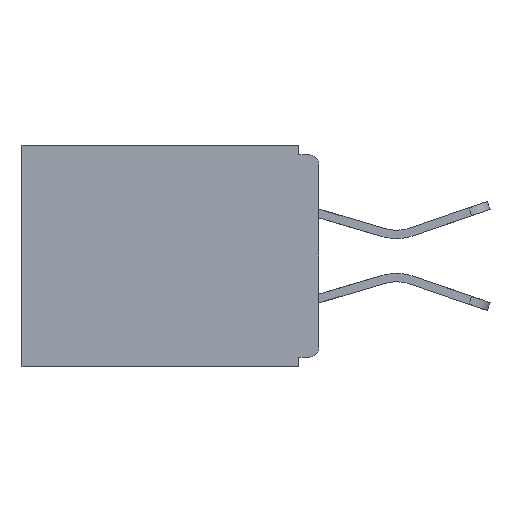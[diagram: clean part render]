
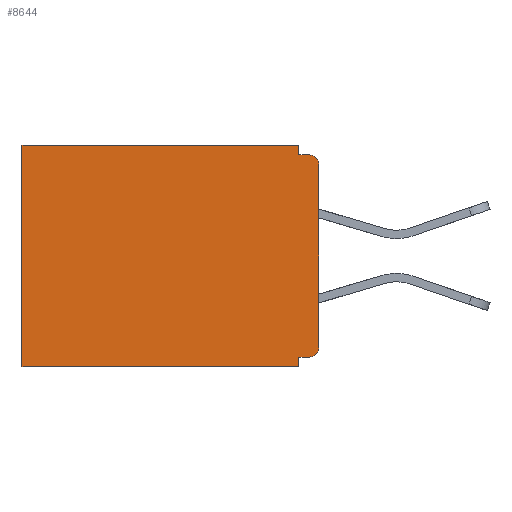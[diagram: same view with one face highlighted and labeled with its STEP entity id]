
A CAD part, left-side view. The second image highlights one B-rep face of the part: STEP entity #8644.
In plain terms, the highlighted planar face has unit normal (-1, 0, 0).
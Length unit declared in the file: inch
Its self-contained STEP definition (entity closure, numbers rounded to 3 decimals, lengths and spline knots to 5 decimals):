
#12 = LINE ( 'NONE', #9465, #4060 ) ;
#38 = CARTESIAN_POINT ( 'NONE',  ( 0.298, 0.015, -0.03 ) ) ;
#120 = DIRECTION ( 'NONE',  ( 0., 0., -1. ) ) ;
#313 = CARTESIAN_POINT ( 'NONE',  ( 0.298, 0.46, -0.343 ) ) ;
#387 = VERTEX_POINT ( 'NONE', #2704 ) ;
#391 = EDGE_LOOP ( 'NONE', ( #4117, #5644, #7026, #10433, #10856, #5303, #8086, #6917, #5263, #5871 ) ) ;
#810 = PLANE ( 'NONE',  #4655 ) ;
#817 = LINE ( 'NONE', #7225, #5560 ) ;
#891 = CIRCLE ( 'NONE', #10648, 0.015 ) ;
#939 = EDGE_CURVE ( 'NONE', #9958, #5151, #3280, .T. ) ;
#1295 = EDGE_CURVE ( 'NONE', #2143, #9858, #12, .T. ) ;
#1360 = VECTOR ( 'NONE', #7706, 39.37008 ) ;
#2143 = VERTEX_POINT ( 'NONE', #6498 ) ;
#2209 = DIRECTION ( 'NONE',  ( 0., 1., 0. ) ) ;
#2470 = CARTESIAN_POINT ( 'NONE',  ( 0.298, 0.031, -0.015 ) ) ;
#2704 = CARTESIAN_POINT ( 'NONE',  ( 0.298, 0.031, -0.328 ) ) ;
#2897 = CARTESIAN_POINT ( 'NONE',  ( 0.298, 0.031, -0.343 ) ) ;
#3045 = CARTESIAN_POINT ( 'NONE',  ( 0.298, 0.031, -0.343 ) ) ;
#3280 = LINE ( 'NONE', #7334, #7617 ) ;
#3373 = EDGE_CURVE ( 'NONE', #2143, #7304, #11061, .T. ) ;
#3471 = CARTESIAN_POINT ( 'NONE',  ( 0.298, 0.015, -0.313 ) ) ;
#3485 = VECTOR ( 'NONE', #8165, 39.37008 ) ;
#3677 = EDGE_CURVE ( 'NONE', #10982, #5151, #891, .T. ) ;
#3779 = DIRECTION ( 'NONE',  ( 0., 1., 0. ) ) ;
#3805 = VERTEX_POINT ( 'NONE', #313 ) ;
#3993 = LINE ( 'NONE', #5843, #4554 ) ;
#4060 = VECTOR ( 'NONE', #4266, 39.37008 ) ;
#4117 = ORIENTED_EDGE ( 'NONE', *, *, #7769, .T. ) ;
#4266 = DIRECTION ( 'NONE',  ( 0., 1., 0. ) ) ;
#4280 = LINE ( 'NONE', #10920, #10790 ) ;
#4292 = CARTESIAN_POINT ( 'NONE',  ( 0.298, 0.46, 0. ) ) ;
#4554 = VECTOR ( 'NONE', #5077, 39.37008 ) ;
#4655 = AXIS2_PLACEMENT_3D ( 'NONE', #10285, #7829, #8546 ) ;
#5033 = CARTESIAN_POINT ( 'NONE',  ( 0.298, 0.015, -0.015 ) ) ;
#5077 = DIRECTION ( 'NONE',  ( 0., -1., 0. ) ) ;
#5151 = VERTEX_POINT ( 'NONE', #8281 ) ;
#5169 = LINE ( 'NONE', #8693, #1360 ) ;
#5263 = ORIENTED_EDGE ( 'NONE', *, *, #3677, .T. ) ;
#5303 = ORIENTED_EDGE ( 'NONE', *, *, #9114, .F. ) ;
#5457 = EDGE_CURVE ( 'NONE', #9858, #3805, #8943, .T. ) ;
#5560 = VECTOR ( 'NONE', #3779, 39.37008 ) ;
#5644 = ORIENTED_EDGE ( 'NONE', *, *, #9298, .F. ) ;
#5843 = CARTESIAN_POINT ( 'NONE',  ( 0.298, 0., -0.015 ) ) ;
#5871 = ORIENTED_EDGE ( 'NONE', *, *, #939, .F. ) ;
#6107 = EDGE_CURVE ( 'NONE', #387, #8287, #5169, .T. ) ;
#6139 = DIRECTION ( 'NONE',  ( -1., 0., 0. ) ) ;
#6285 = EDGE_CURVE ( 'NONE', #10982, #387, #817, .T. ) ;
#6389 = AXIS2_PLACEMENT_3D ( 'NONE', #38, #10527, #7777 ) ;
#6498 = CARTESIAN_POINT ( 'NONE',  ( 0.298, 0.031, 0. ) ) ;
#6630 = VECTOR ( 'NONE', #9897, 39.37008 ) ;
#6879 = FACE_OUTER_BOUND ( 'NONE', #391, .T. ) ;
#6917 = ORIENTED_EDGE ( 'NONE', *, *, #6285, .F. ) ;
#7026 = ORIENTED_EDGE ( 'NONE', *, *, #3373, .F. ) ;
#7225 = CARTESIAN_POINT ( 'NONE',  ( 0.298, 0., -0.328 ) ) ;
#7241 = CARTESIAN_POINT ( 'NONE',  ( 0.298, 0.46, 0. ) ) ;
#7304 = VERTEX_POINT ( 'NONE', #2470 ) ;
#7334 = CARTESIAN_POINT ( 'NONE',  ( 0.298, 0., 0. ) ) ;
#7439 = VERTEX_POINT ( 'NONE', #5033 ) ;
#7617 = VECTOR ( 'NONE', #10818, 39.37008 ) ;
#7706 = DIRECTION ( 'NONE',  ( 0., 0., -1. ) ) ;
#7769 = EDGE_CURVE ( 'NONE', #9958, #7439, #10438, .T. ) ;
#7777 = DIRECTION ( 'NONE',  ( 0., 0., -1. ) ) ;
#7829 = DIRECTION ( 'NONE',  ( 1., 0., 0. ) ) ;
#8086 = ORIENTED_EDGE ( 'NONE', *, *, #6107, .F. ) ;
#8165 = DIRECTION ( 'NONE',  ( 0., 0., -1. ) ) ;
#8281 = CARTESIAN_POINT ( 'NONE',  ( 0.298, 0., -0.313 ) ) ;
#8287 = VERTEX_POINT ( 'NONE', #2897 ) ;
#8439 = CARTESIAN_POINT ( 'NONE',  ( 0.298, 0.015, -0.328 ) ) ;
#8546 = DIRECTION ( 'NONE',  ( 0., 0., -1. ) ) ;
#8623 = CARTESIAN_POINT ( 'NONE',  ( 0.298, 0., -0.03 ) ) ;
#8644 = ADVANCED_FACE ( 'NONE', ( #6879 ), #810, .F. ) ;
#8693 = CARTESIAN_POINT ( 'NONE',  ( 0.298, 0.031, -0.343 ) ) ;
#8943 = LINE ( 'NONE', #7241, #6630 ) ;
#9114 = EDGE_CURVE ( 'NONE', #8287, #3805, #4280, .T. ) ;
#9298 = EDGE_CURVE ( 'NONE', #7304, #7439, #3993, .T. ) ;
#9465 = CARTESIAN_POINT ( 'NONE',  ( 0.298, 0., 0. ) ) ;
#9858 = VERTEX_POINT ( 'NONE', #4292 ) ;
#9897 = DIRECTION ( 'NONE',  ( 0., 0., -1. ) ) ;
#9958 = VERTEX_POINT ( 'NONE', #8623 ) ;
#10285 = CARTESIAN_POINT ( 'NONE',  ( 0.298, 0., 0. ) ) ;
#10433 = ORIENTED_EDGE ( 'NONE', *, *, #1295, .T. ) ;
#10438 = CIRCLE ( 'NONE', #6389, 0.015 ) ;
#10527 = DIRECTION ( 'NONE',  ( -1., 0., 0. ) ) ;
#10648 = AXIS2_PLACEMENT_3D ( 'NONE', #3471, #6139, #120 ) ;
#10790 = VECTOR ( 'NONE', #2209, 39.37008 ) ;
#10818 = DIRECTION ( 'NONE',  ( 0., 0., -1. ) ) ;
#10856 = ORIENTED_EDGE ( 'NONE', *, *, #5457, .T. ) ;
#10920 = CARTESIAN_POINT ( 'NONE',  ( 0.298, 0., -0.343 ) ) ;
#10982 = VERTEX_POINT ( 'NONE', #8439 ) ;
#11061 = LINE ( 'NONE', #3045, #3485 ) ;
